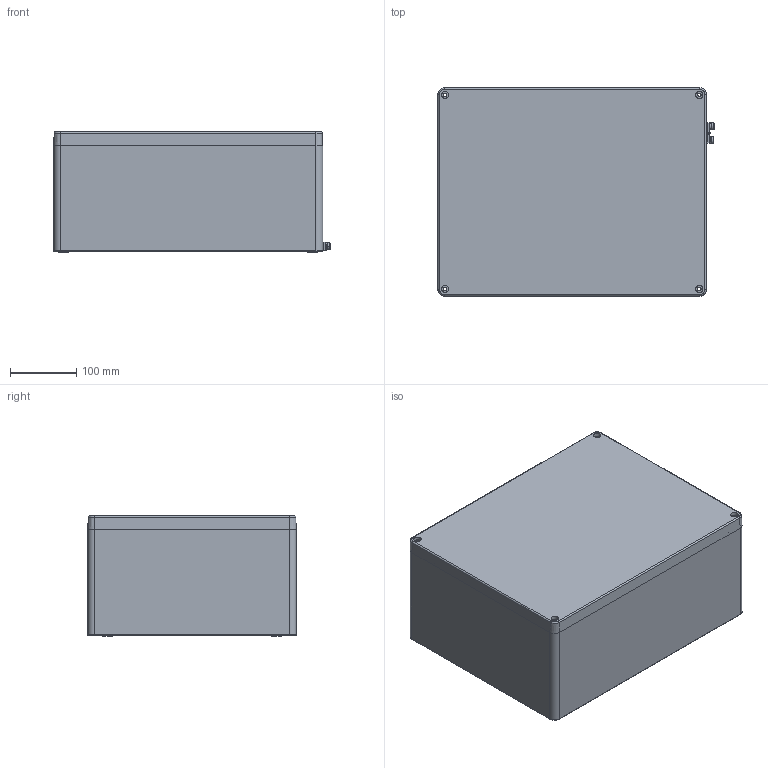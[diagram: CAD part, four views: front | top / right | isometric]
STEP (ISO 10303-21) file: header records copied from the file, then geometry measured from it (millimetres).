
FILE_DESCRIPTION(('FreeCAD Model'),'2;1');
FILE_NAME('GBAEX400310180.step', '2026-03-27T11:58:39',('Author'),(''), 'Open CASCADE STEP processor 7.3','FreeCAD','Unknown');
FILE_SCHEMA(('AUTOMOTIVE_DESIGN { 1 0 10303 214 1 1 1 1 }'));
Length unit declared in the file: millimetre
Products named in the file (4): GBAEX400310180; ALU_BASE_400310180; ALU_LID_400310180; M6_DOUBLE_EARTHING
Assembly tree (3 placements, depth 2):
  GBAEX400310180
    ALU_BASE_400310180
    ALU_LID_400310180
    M6_DOUBLE_EARTHING
Bounding box: 416.16 x 313.6 x 181 mm (x, y, z)
Volume: 3091108.9 mm3; surface area: 1052167.3 mm2
Topology: 9 solids, 9 shells, 733 faces, 2226 edges, 2946 vertices
Faces by surface type: plane 278, cylinder 240, cone 145, torus 46, bspline 19, revolution 5
Entity records: 30769 total; most frequent: CARTESIAN_POINT 9592, DIRECTION 4352, ORIENTED_EDGE 3512, EDGE_CURVE 1756, AXIS2_PLACEMENT_3D 1554, LINE 1239, VECTOR 1239, VERTEX_POINT 1106
